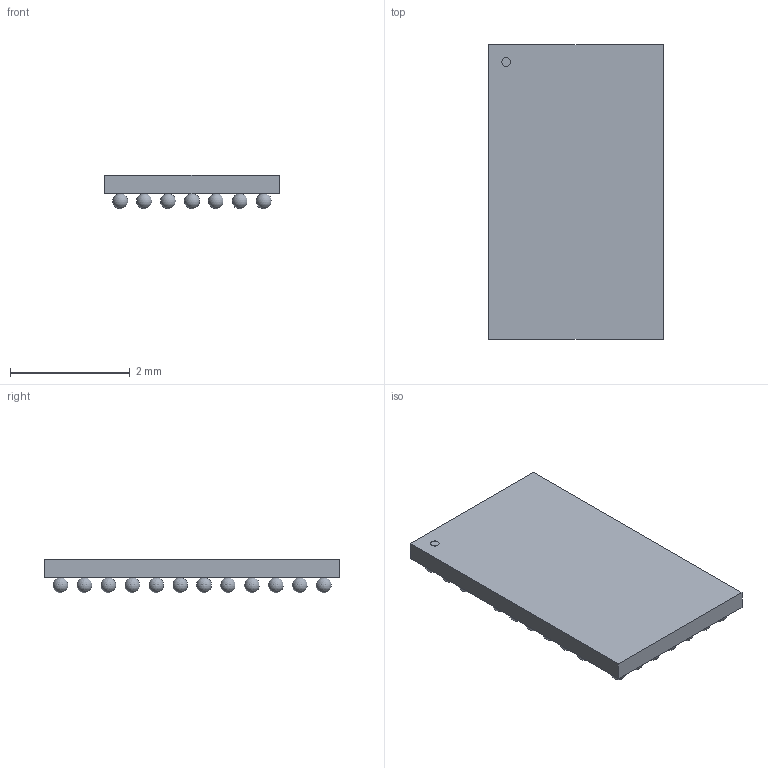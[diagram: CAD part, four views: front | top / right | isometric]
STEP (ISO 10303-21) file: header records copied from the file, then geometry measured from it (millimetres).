
FILE_DESCRIPTION(('STEP AP214'),'1');
FILE_NAME('SG-XFWLB-63-800','2024-12-03T01:58:54',(''),(''),'','','');
FILE_SCHEMA(('AUTOMOTIVE_DESIGN'));
Length unit declared in the file: millimetre
Products named in the file (1): product
Bounding box: 2.92 x 4.93 x 0.56 mm (x, y, z)
Volume: 4.9 mm3; surface area: 46.4 mm2
Topology: 65 solids, 65 shells, 72 faces, 204 edges, 136 vertices
Faces by surface type: sphere 63, plane 8, cylinder 1
Full cylindrical faces by diameter (mm): 0.146 x1
Entity records: 940 total; most frequent: DIRECTION 164, CARTESIAN_POINT 86, AXIS2_PLACEMENT_3D 76, STYLED_ITEM 72, ADVANCED_FACE 72, MANIFOLD_SOLID_BREP 65, CLOSED_SHELL 65, SPHERICAL_SURFACE 63
